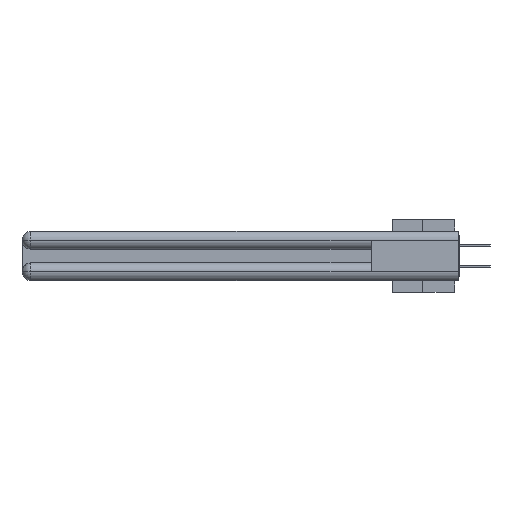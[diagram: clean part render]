
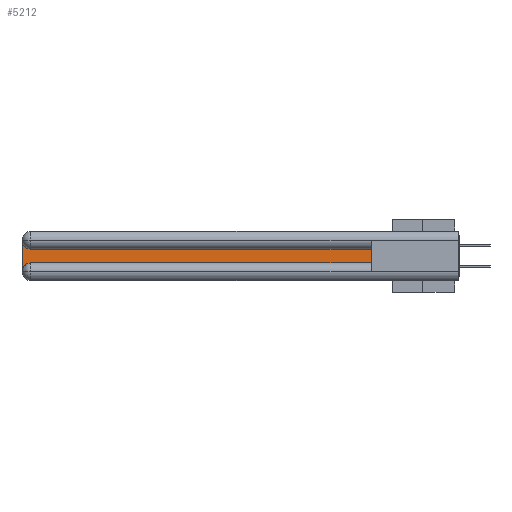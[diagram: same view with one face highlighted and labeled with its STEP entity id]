
A CAD part, left-side view. The second image highlights one B-rep face of the part: STEP entity #5212.
In plain terms, the highlighted planar face has unit normal (-1, 0, 0).
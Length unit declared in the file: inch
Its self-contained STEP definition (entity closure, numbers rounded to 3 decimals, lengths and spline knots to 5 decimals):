
#59 = CIRCLE ( 'NONE', #10942, 0.06 ) ;
#3719 = CIRCLE ( 'NONE', #23804, 0.06 ) ;
#3742 = LINE ( 'NONE', #3819, #34888 ) ;
#3819 = CARTESIAN_POINT ( 'NONE',  ( 0.075, 0.6, -0.2175 ) ) ;
#4612 = EDGE_CURVE ( 'NONE', #26570, #14671, #28843, .T. ) ;
#5212 = ADVANCED_FACE ( 'NONE', ( #29703 ), #25126, .F. ) ;
#5670 = VECTOR ( 'NONE', #8306, 39.37008 ) ;
#6311 = AXIS2_PLACEMENT_3D ( 'NONE', #7751, #27704, #36554 ) ;
#7416 = CARTESIAN_POINT ( 'NONE',  ( 0.075, 0.6, -0.2175 ) ) ;
#7751 = CARTESIAN_POINT ( 'NONE',  ( 0.075, 3., -0.1225 ) ) ;
#8306 = DIRECTION ( 'NONE',  ( 0., 0., -1. ) ) ;
#8322 = EDGE_CURVE ( 'NONE', #13659, #32171, #59, .T. ) ;
#9267 = CARTESIAN_POINT ( 'NONE',  ( 0.075, 3., -0.0625 ) ) ;
#9445 = VECTOR ( 'NONE', #27540, 39.37008 ) ;
#9513 = ORIENTED_EDGE ( 'NONE', *, *, #8322, .T. ) ;
#10592 = DIRECTION ( 'NONE',  ( 0., 0., -1. ) ) ;
#10942 = AXIS2_PLACEMENT_3D ( 'NONE', #14486, #31429, #25581 ) ;
#10974 = DIRECTION ( 'NONE',  ( 1., 0., 0. ) ) ;
#11937 = ORIENTED_EDGE ( 'NONE', *, *, #17724, .T. ) ;
#13659 = VERTEX_POINT ( 'NONE', #24825 ) ;
#14486 = CARTESIAN_POINT ( 'NONE',  ( 0.075, 2.94, -0.0625 ) ) ;
#14671 = VERTEX_POINT ( 'NONE', #7416 ) ;
#17277 = EDGE_LOOP ( 'NONE', ( #20489, #9513, #25315, #34442, #28070, #11937 ) ) ;
#17521 = VECTOR ( 'NONE', #19532, 39.37008 ) ;
#17724 = EDGE_CURVE ( 'NONE', #14671, #27244, #3742, .T. ) ;
#18778 = CARTESIAN_POINT ( 'NONE',  ( 0.075, 2.94, -0.2175 ) ) ;
#19532 = DIRECTION ( 'NONE',  ( 0., -1., 0. ) ) ;
#20489 = ORIENTED_EDGE ( 'NONE', *, *, #27835, .T. ) ;
#21646 = CARTESIAN_POINT ( 'NONE',  ( 0.075, 0.6, -0.1225 ) ) ;
#23804 = AXIS2_PLACEMENT_3D ( 'NONE', #25204, #10974, #10592 ) ;
#24378 = EDGE_CURVE ( 'NONE', #32171, #24518, #31872, .T. ) ;
#24518 = VERTEX_POINT ( 'NONE', #35080 ) ;
#24825 = CARTESIAN_POINT ( 'NONE',  ( 0.075, 2.94, -0.1225 ) ) ;
#25126 = PLANE ( 'NONE',  #6311 ) ;
#25204 = CARTESIAN_POINT ( 'NONE',  ( 0.075, 2.94, -0.2775 ) ) ;
#25315 = ORIENTED_EDGE ( 'NONE', *, *, #24378, .T. ) ;
#25581 = DIRECTION ( 'NONE',  ( 0., 0., -1. ) ) ;
#25696 = CARTESIAN_POINT ( 'NONE',  ( 0.075, 0.6, -0.2175 ) ) ;
#26570 = VERTEX_POINT ( 'NONE', #18778 ) ;
#27244 = VERTEX_POINT ( 'NONE', #21646 ) ;
#27540 = DIRECTION ( 'NONE',  ( 0., 1., 0. ) ) ;
#27670 = CARTESIAN_POINT ( 'NONE',  ( 0.075, 0.6, -0.1225 ) ) ;
#27704 = DIRECTION ( 'NONE',  ( 1., 0., 0. ) ) ;
#27835 = EDGE_CURVE ( 'NONE', #27244, #13659, #32004, .T. ) ;
#28070 = ORIENTED_EDGE ( 'NONE', *, *, #4612, .T. ) ;
#28516 = CARTESIAN_POINT ( 'NONE',  ( 0.075, 3., -0.2175 ) ) ;
#28843 = LINE ( 'NONE', #25696, #17521 ) ;
#29703 = FACE_OUTER_BOUND ( 'NONE', #17277, .T. ) ;
#31429 = DIRECTION ( 'NONE',  ( 1., 0., 0. ) ) ;
#31872 = LINE ( 'NONE', #28516, #5670 ) ;
#32004 = LINE ( 'NONE', #27670, #9445 ) ;
#32171 = VERTEX_POINT ( 'NONE', #9267 ) ;
#32491 = DIRECTION ( 'NONE',  ( 0., 0., 1. ) ) ;
#34442 = ORIENTED_EDGE ( 'NONE', *, *, #35447, .T. ) ;
#34888 = VECTOR ( 'NONE', #32491, 39.37008 ) ;
#35080 = CARTESIAN_POINT ( 'NONE',  ( 0.075, 3., -0.2775 ) ) ;
#35447 = EDGE_CURVE ( 'NONE', #24518, #26570, #3719, .T. ) ;
#36554 = DIRECTION ( 'NONE',  ( 0., 0., -1. ) ) ;
